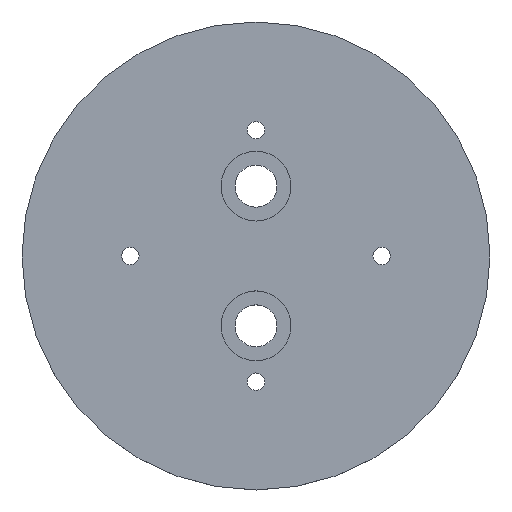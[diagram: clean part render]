
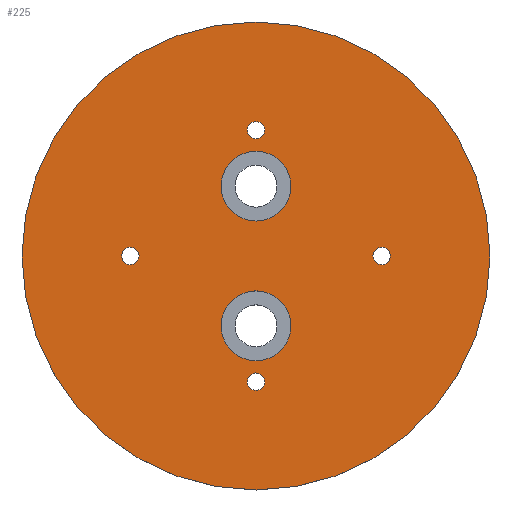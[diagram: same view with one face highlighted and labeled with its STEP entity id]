
A CAD part, top view. The second image highlights one B-rep face of the part: STEP entity #225.
In plain terms, the highlighted planar face has unit normal (0, 0, 1).
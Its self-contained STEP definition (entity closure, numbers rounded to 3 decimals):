
#16=FACE_BOUND('',#56,.T.);
#17=FACE_BOUND('',#57,.T.);
#18=FACE_BOUND('',#58,.T.);
#19=FACE_BOUND('',#59,.T.);
#20=FACE_BOUND('',#60,.T.);
#21=FACE_BOUND('',#61,.T.);
#30=PLANE('',#266);
#41=FACE_OUTER_BOUND('',#55,.T.);
#55=EDGE_LOOP('',(#184));
#56=EDGE_LOOP('',(#185));
#57=EDGE_LOOP('',(#186));
#58=EDGE_LOOP('',(#187));
#59=EDGE_LOOP('',(#188));
#60=EDGE_LOOP('',(#189));
#61=EDGE_LOOP('',(#190));
#92=CIRCLE('',#246,33.5);
#93=CIRCLE('',#248,1.25);
#95=CIRCLE('',#251,1.25);
#97=CIRCLE('',#254,1.25);
#99=CIRCLE('',#257,1.25);
#103=CIRCLE('',#263,5.);
#105=CIRCLE('',#267,5.);
#110=VERTEX_POINT('',#352);
#111=VERTEX_POINT('',#356);
#113=VERTEX_POINT('',#362);
#115=VERTEX_POINT('',#368);
#117=VERTEX_POINT('',#374);
#121=VERTEX_POINT('',#386);
#123=VERTEX_POINT('',#393);
#129=EDGE_CURVE('',#110,#110,#92,.T.);
#130=EDGE_CURVE('',#111,#111,#93,.T.);
#133=EDGE_CURVE('',#113,#113,#95,.T.);
#136=EDGE_CURVE('',#115,#115,#97,.T.);
#139=EDGE_CURVE('',#117,#117,#99,.T.);
#145=EDGE_CURVE('',#121,#121,#103,.T.);
#148=EDGE_CURVE('',#123,#123,#105,.T.);
#184=ORIENTED_EDGE('',*,*,#129,.T.);
#185=ORIENTED_EDGE('',*,*,#130,.T.);
#186=ORIENTED_EDGE('',*,*,#133,.T.);
#187=ORIENTED_EDGE('',*,*,#136,.T.);
#188=ORIENTED_EDGE('',*,*,#139,.T.);
#189=ORIENTED_EDGE('',*,*,#148,.T.);
#190=ORIENTED_EDGE('',*,*,#145,.T.);
#225=ADVANCED_FACE('',(#41,#16,#17,#18,#19,#20,#21),#30,.T.);
#246=AXIS2_PLACEMENT_3D('',#354,#282,#283);
#248=AXIS2_PLACEMENT_3D('',#357,#286,#287);
#251=AXIS2_PLACEMENT_3D('',#363,#293,#294);
#254=AXIS2_PLACEMENT_3D('',#369,#300,#301);
#257=AXIS2_PLACEMENT_3D('',#375,#307,#308);
#263=AXIS2_PLACEMENT_3D('',#387,#321,#322);
#266=AXIS2_PLACEMENT_3D('',#392,#328,#329);
#267=AXIS2_PLACEMENT_3D('',#394,#330,#331);
#282=DIRECTION('center_axis',(0.,0.,1.));
#283=DIRECTION('ref_axis',(1.,0.,0.));
#286=DIRECTION('center_axis',(0.,0.,-1.));
#287=DIRECTION('ref_axis',(1.,0.,0.));
#293=DIRECTION('center_axis',(0.,0.,-1.));
#294=DIRECTION('ref_axis',(1.,0.,0.));
#300=DIRECTION('center_axis',(0.,0.,-1.));
#301=DIRECTION('ref_axis',(1.,0.,0.));
#307=DIRECTION('center_axis',(0.,0.,-1.));
#308=DIRECTION('ref_axis',(1.,0.,0.));
#321=DIRECTION('center_axis',(0.,0.,-1.));
#322=DIRECTION('ref_axis',(1.,0.,0.));
#328=DIRECTION('center_axis',(0.,0.,1.));
#329=DIRECTION('ref_axis',(1.,0.,0.));
#330=DIRECTION('center_axis',(0.,0.,-1.));
#331=DIRECTION('ref_axis',(1.,0.,0.));
#352=CARTESIAN_POINT('',(-33.5,0.,0.));
#354=CARTESIAN_POINT('Origin',(0.,0.,0.));
#356=CARTESIAN_POINT('',(16.75,0.,0.));
#357=CARTESIAN_POINT('Origin',(18.,0.,0.));
#362=CARTESIAN_POINT('',(-19.25,0.,0.));
#363=CARTESIAN_POINT('Origin',(-18.,0.,0.));
#368=CARTESIAN_POINT('',(-1.25,18.,0.));
#369=CARTESIAN_POINT('Origin',(0.,18.,0.));
#374=CARTESIAN_POINT('',(-1.25,-18.,0.));
#375=CARTESIAN_POINT('Origin',(0.,-18.,0.));
#386=CARTESIAN_POINT('',(-5.,10.,0.));
#387=CARTESIAN_POINT('Origin',(0.,10.,0.));
#392=CARTESIAN_POINT('Origin',(0.,0.,0.));
#393=CARTESIAN_POINT('',(-5.,-10.,0.));
#394=CARTESIAN_POINT('Origin',(0.,-10.,0.));
